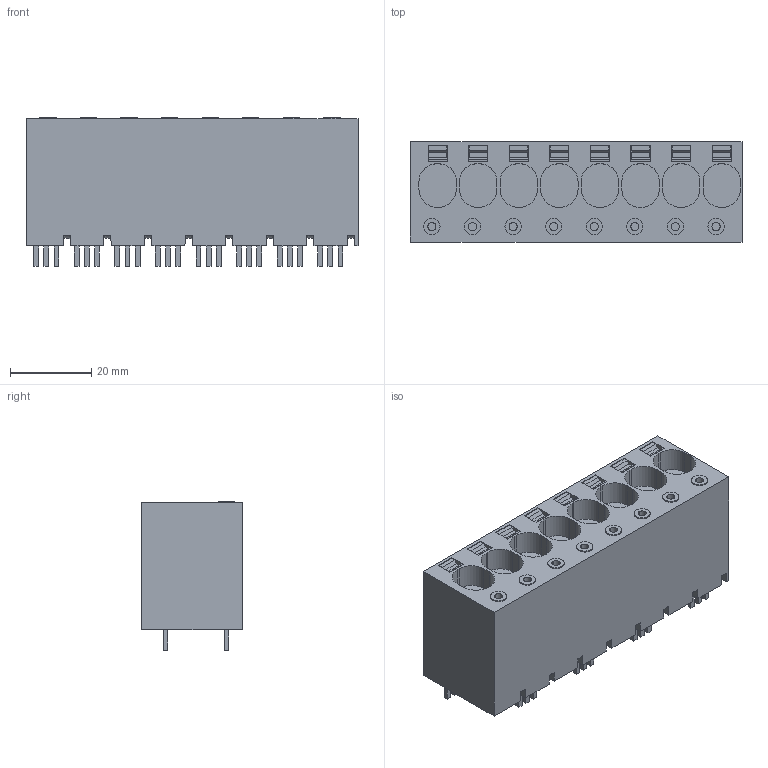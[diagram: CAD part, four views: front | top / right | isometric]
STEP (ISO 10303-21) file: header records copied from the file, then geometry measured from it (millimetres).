
FILE_DESCRIPTION(('CATIA V5 STEP Exchange','CAx-IF Rec.Pracs.--- Model Styling and Organization---1.2---2011-12-15'),'2;1');
FILE_NAME ('D1462849_0_2492170000_2492170000.stp','2018-03-29T09:28:35+00:00',('none'),('Weidmueller'),'CATIA Version 5-6 Release 2014','CATIA V5 STEP AP214','none');
FILE_SCHEMA(('AUTOMOTIVE_DESIGN { 1 0 10303 214 1 1 1 1 }'));
Length unit declared in the file: millimetre
Products named in the file (1): 2492170000
Bounding box: 81.8 x 24.7 x 36.6 mm (x, y, z)
Volume: 54535.6 mm3; surface area: 18927.7 mm2
Topology: 17 solids, 17 shells, 710 faces, 1922 edges, 1286 vertices
Faces by surface type: plane 574, cylinder 80, extrusion 56
Entity records: 22420 total; most frequent: CARTESIAN_POINT 5027, ORIENTED_EDGE 3844, DIRECTION 2712, EDGE_CURVE 1922, VECTOR 1706, LINE 1650, VERTEX_POINT 1286, EDGE_LOOP 750
